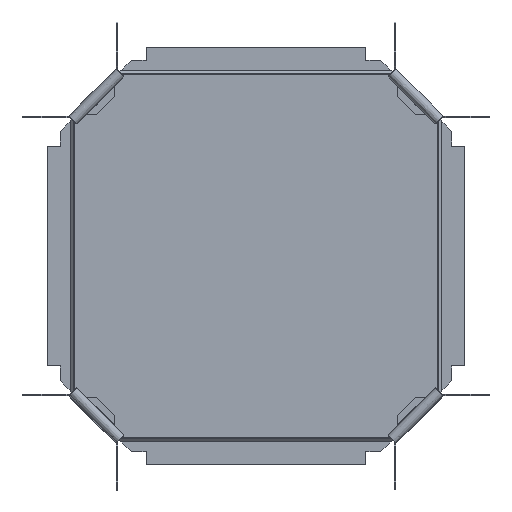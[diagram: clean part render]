
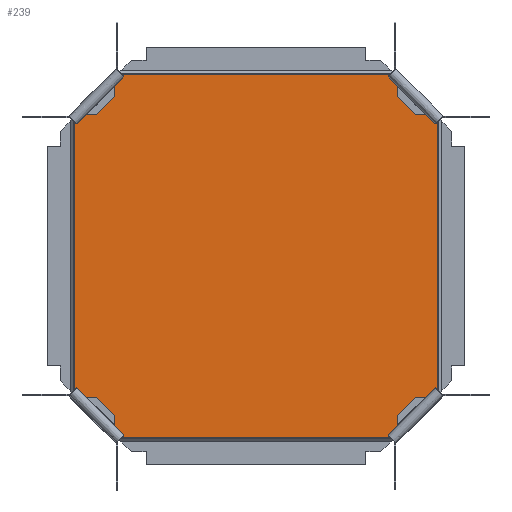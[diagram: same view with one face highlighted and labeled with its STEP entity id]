
A CAD part, top view. The second image highlights one B-rep face of the part: STEP entity #239.
In plain terms, the highlighted planar face has unit normal (0, 0, 1).
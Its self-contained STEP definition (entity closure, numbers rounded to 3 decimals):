
#239=ADVANCED_FACE('',(#497),#3987,.T.);
#497=FACE_OUTER_BOUND('',#755,.T.);
#755=EDGE_LOOP('',(#1838,#1839,#1840,#1841,#1842,#1843,#1844,#1845));
#1838=ORIENTED_EDGE('',*,*,#2560,.F.);
#1839=ORIENTED_EDGE('',*,*,#2606,.F.);
#1840=ORIENTED_EDGE('',*,*,#2463,.F.);
#1841=ORIENTED_EDGE('',*,*,#2611,.F.);
#1842=ORIENTED_EDGE('',*,*,#2510,.F.);
#1843=ORIENTED_EDGE('',*,*,#2614,.F.);
#1844=ORIENTED_EDGE('',*,*,#2414,.F.);
#1845=ORIENTED_EDGE('',*,*,#2616,.F.);
#2414=EDGE_CURVE('',#3592,#3593,#3072,.T.);
#2463=EDGE_CURVE('',#3623,#3620,#3121,.T.);
#2510=EDGE_CURVE('',#3648,#3649,#3168,.T.);
#2560=EDGE_CURVE('',#3679,#3676,#3218,.T.);
#2606=EDGE_CURVE('',#3620,#3679,#3264,.T.);
#2611=EDGE_CURVE('',#3649,#3623,#3269,.T.);
#2614=EDGE_CURVE('',#3593,#3648,#3272,.T.);
#2616=EDGE_CURVE('',#3676,#3592,#3274,.T.);
#3072=B_SPLINE_CURVE_WITH_KNOTS('',1,(#7726,#7727),.UNSPECIFIED.,.F.,.F.,
(2,2),(0.,200.011),.UNSPECIFIED.);
#3121=B_SPLINE_CURVE_WITH_KNOTS('',1,(#7888,#7889),.UNSPECIFIED.,.F.,.F.,
(2,2),(-87.505,112.505),.UNSPECIFIED.);
#3168=B_SPLINE_CURVE_WITH_KNOTS('',1,(#8046,#8047),.UNSPECIFIED.,.F.,.F.,
(2,2),(0.,200.011),.UNSPECIFIED.);
#3218=B_SPLINE_CURVE_WITH_KNOTS('',1,(#8210,#8211),.UNSPECIFIED.,.F.,.F.,
(2,2),(-87.505,112.505),.UNSPECIFIED.);
#3264=B_SPLINE_CURVE_WITH_KNOTS('',1,(#8366,#8367),.UNSPECIFIED.,.F.,.F.,
(2,2),(-63.632,0.),.UNSPECIFIED.);
#3269=B_SPLINE_CURVE_WITH_KNOTS('',1,(#8376,#8377),.UNSPECIFIED.,.F.,.F.,
(2,2),(-63.632,0.),.UNSPECIFIED.);
#3272=B_SPLINE_CURVE_WITH_KNOTS('',1,(#8382,#8383),.UNSPECIFIED.,.F.,.F.,
(2,2),(-63.632,0.),.UNSPECIFIED.);
#3274=B_SPLINE_CURVE_WITH_KNOTS('',1,(#8386,#8387),.UNSPECIFIED.,.F.,.F.,
(2,2),(-63.632,0.),.UNSPECIFIED.);
#3592=VERTEX_POINT('',#7614);
#3593=VERTEX_POINT('',#7615);
#3620=VERTEX_POINT('',#7642);
#3623=VERTEX_POINT('',#7645);
#3648=VERTEX_POINT('',#7670);
#3649=VERTEX_POINT('',#7671);
#3676=VERTEX_POINT('',#7698);
#3679=VERTEX_POINT('',#7701);
#3987=PLANE('',#4366);
#4366=AXIS2_PLACEMENT_3D('',#7605,#4575,$);
#4575=DIRECTION('',(0.,0.,1.));
#7605=CARTESIAN_POINT('',(-195.,29.308,3.5));
#7614=CARTESIAN_POINT('',(-150.005,419.308,3.5));
#7615=CARTESIAN_POINT('',(150.005,419.308,3.5));
#7642=CARTESIAN_POINT('',(-150.005,29.308,3.5));
#7645=CARTESIAN_POINT('',(150.005,29.308,3.5));
#7670=CARTESIAN_POINT('',(195.,374.313,3.5));
#7671=CARTESIAN_POINT('',(195.,74.302,3.5));
#7698=CARTESIAN_POINT('',(-195.,374.313,3.5));
#7701=CARTESIAN_POINT('',(-195.,74.302,3.5));
#7726=CARTESIAN_POINT('',(-150.005,419.308,3.5));
#7727=CARTESIAN_POINT('',(150.005,419.308,3.5));
#7888=CARTESIAN_POINT('',(150.005,29.308,3.5));
#7889=CARTESIAN_POINT('',(-150.005,29.308,3.5));
#8046=CARTESIAN_POINT('',(195.,374.313,3.5));
#8047=CARTESIAN_POINT('',(195.,74.302,3.5));
#8210=CARTESIAN_POINT('',(-195.,74.302,3.5));
#8211=CARTESIAN_POINT('',(-195.,374.313,3.5));
#8366=CARTESIAN_POINT('',(-150.005,29.308,3.5));
#8367=CARTESIAN_POINT('',(-195.,74.302,3.5));
#8376=CARTESIAN_POINT('',(195.,74.302,3.5));
#8377=CARTESIAN_POINT('',(150.005,29.308,3.5));
#8382=CARTESIAN_POINT('',(150.005,419.308,3.5));
#8383=CARTESIAN_POINT('',(195.,374.313,3.5));
#8386=CARTESIAN_POINT('',(-195.,374.313,3.5));
#8387=CARTESIAN_POINT('',(-150.005,419.308,3.5));
